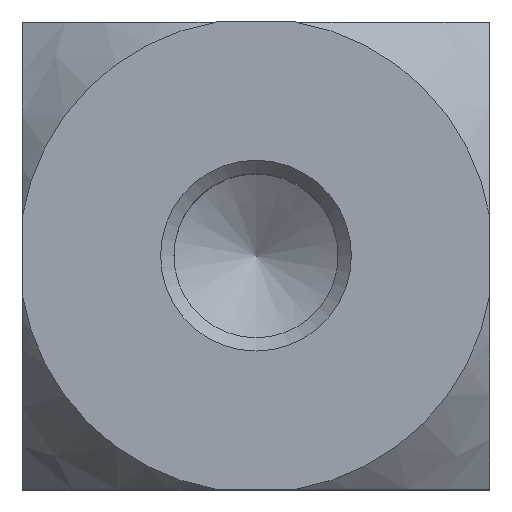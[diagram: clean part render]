
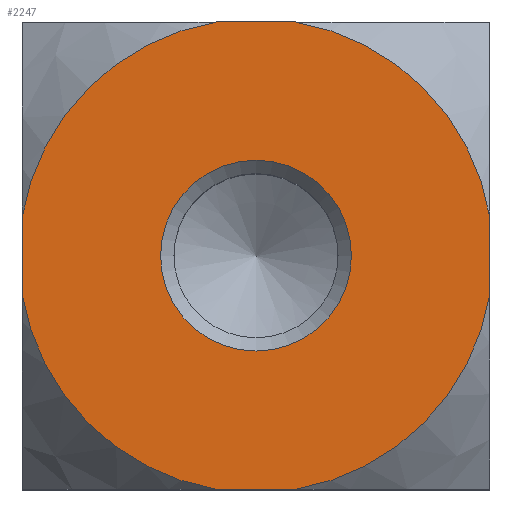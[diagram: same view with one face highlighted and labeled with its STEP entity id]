
A CAD part, top view. The second image highlights one B-rep face of the part: STEP entity #2247.
In plain terms, the highlighted planar face has unit normal (0, 0, 1).
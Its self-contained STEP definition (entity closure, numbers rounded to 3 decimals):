
#208=LINE('',#3250,#400);
#209=LINE('',#3251,#401);
#210=LINE('',#3252,#402);
#211=LINE('',#3253,#403);
#400=VECTOR('',#2747,1000.);
#401=VECTOR('',#2748,1000.);
#402=VECTOR('',#2749,1000.);
#403=VECTOR('',#2750,1000.);
#490=PLANE('',#2357);
#498=CIRCLE('',#2260,3.55);
#499=CIRCLE('',#2262,3.55);
#500=CIRCLE('',#2264,3.55);
#501=CIRCLE('',#2266,3.55);
#503=CIRCLE('',#2270,1.43);
#889=ORIENTED_EDGE('',*,*,#1122,.T.);
#890=ORIENTED_EDGE('',*,*,#930,.T.);
#891=ORIENTED_EDGE('',*,*,#1123,.T.);
#892=ORIENTED_EDGE('',*,*,#932,.T.);
#893=ORIENTED_EDGE('',*,*,#1124,.T.);
#894=ORIENTED_EDGE('',*,*,#924,.T.);
#895=ORIENTED_EDGE('',*,*,#1125,.T.);
#896=ORIENTED_EDGE('',*,*,#927,.T.);
#897=ORIENTED_EDGE('',*,*,#935,.T.);
#924=EDGE_CURVE('',#1130,#1132,#498,.T.);
#927=EDGE_CURVE('',#1133,#1135,#499,.T.);
#930=EDGE_CURVE('',#1136,#1138,#500,.T.);
#932=EDGE_CURVE('',#1141,#1140,#501,.T.);
#935=EDGE_CURVE('',#1144,#1144,#503,.T.);
#1122=EDGE_CURVE('',#1135,#1136,#208,.T.);
#1123=EDGE_CURVE('',#1138,#1141,#209,.T.);
#1124=EDGE_CURVE('',#1140,#1130,#210,.T.);
#1125=EDGE_CURVE('',#1132,#1133,#211,.T.);
#1130=VERTEX_POINT('',#2776);
#1132=VERTEX_POINT('',#2787);
#1133=VERTEX_POINT('',#2799);
#1135=VERTEX_POINT('',#2810);
#1136=VERTEX_POINT('',#2822);
#1138=VERTEX_POINT('',#2833);
#1140=VERTEX_POINT('',#2846);
#1141=VERTEX_POINT('',#2848);
#1144=VERTEX_POINT('',#2864);
#1369=EDGE_LOOP('',(#889,#890,#891,#892,#893,#894,#895,#896));
#1370=EDGE_LOOP('',(#897));
#1478=FACE_BOUND('',#1369,.T.);
#1479=FACE_BOUND('',#1370,.T.);
#2247=ADVANCED_FACE('',(#1478,#1479),#490,.T.);
#2260=AXIS2_PLACEMENT_3D('',#2788,#2367,#2368);
#2262=AXIS2_PLACEMENT_3D('',#2811,#2371,#2372);
#2264=AXIS2_PLACEMENT_3D('',#2834,#2375,#2376);
#2266=AXIS2_PLACEMENT_3D('',#2847,#2379,#2380);
#2270=AXIS2_PLACEMENT_3D('',#2863,#2387,#2388);
#2357=AXIS2_PLACEMENT_3D('',#3249,#2745,#2746);
#2367=DIRECTION('',(0.,0.,1.));
#2368=DIRECTION('',(1.,0.,0.));
#2371=DIRECTION('',(0.,0.,1.));
#2372=DIRECTION('',(1.,0.,0.));
#2375=DIRECTION('',(0.,0.,1.));
#2376=DIRECTION('',(1.,0.,0.));
#2379=DIRECTION('',(0.,0.,1.));
#2380=DIRECTION('',(1.,0.,0.));
#2387=DIRECTION('',(0.,0.,-1.));
#2388=DIRECTION('',(1.,0.,0.));
#2745=DIRECTION('',(0.,0.,1.));
#2746=DIRECTION('',(1.,0.,0.));
#2747=DIRECTION('',(0.,1.,0.));
#2748=DIRECTION('',(-1.,0.,0.));
#2749=DIRECTION('',(0.,-1.,0.));
#2750=DIRECTION('',(1.,0.,0.));
#2776=CARTESIAN_POINT('',(-3.5,-0.592,3.));
#2787=CARTESIAN_POINT('',(-0.592,-3.5,3.));
#2788=CARTESIAN_POINT('',(0.,0.,3.));
#2799=CARTESIAN_POINT('',(0.592,-3.5,3.));
#2810=CARTESIAN_POINT('',(3.5,-0.592,3.));
#2811=CARTESIAN_POINT('',(0.,0.,3.));
#2822=CARTESIAN_POINT('',(3.5,0.592,3.));
#2833=CARTESIAN_POINT('',(0.592,3.5,3.));
#2834=CARTESIAN_POINT('',(0.,0.,3.));
#2846=CARTESIAN_POINT('',(-3.5,0.592,3.));
#2847=CARTESIAN_POINT('',(0.,0.,3.));
#2848=CARTESIAN_POINT('',(-0.592,3.5,3.));
#2863=CARTESIAN_POINT('',(0.,0.,3.));
#2864=CARTESIAN_POINT('',(1.43,0.,3.));
#3249=CARTESIAN_POINT('',(0.,0.,3.));
#3250=CARTESIAN_POINT('',(3.5,-3.5,3.));
#3251=CARTESIAN_POINT('',(3.5,3.5,3.));
#3252=CARTESIAN_POINT('',(-3.5,3.5,3.));
#3253=CARTESIAN_POINT('',(-3.5,-3.5,3.));
